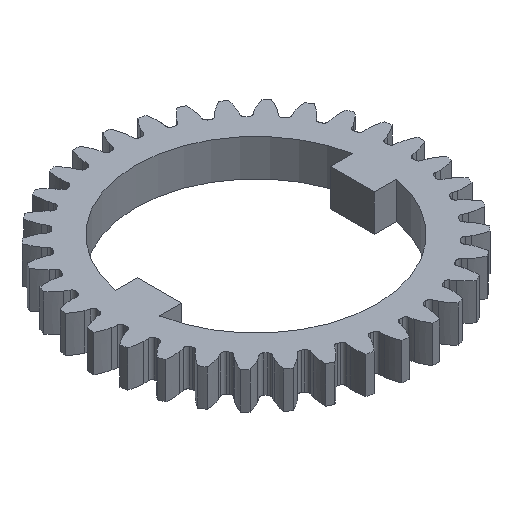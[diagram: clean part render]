
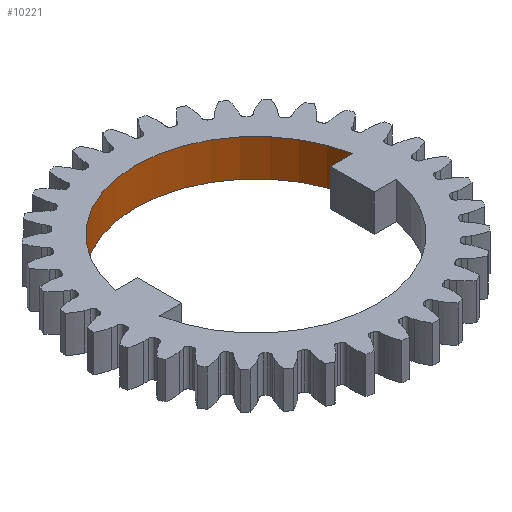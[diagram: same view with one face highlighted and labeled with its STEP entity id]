
A CAD part, isometric view. The second image highlights one B-rep face of the part: STEP entity #10221.
In plain terms, the highlighted cylindrical face has radius 16.375 mm (diameter 32.75 mm), a partial arc.
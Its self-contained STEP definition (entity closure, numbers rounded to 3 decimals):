
#2560 = VERTEX_POINT('',#2561);
#2561 = CARTESIAN_POINT('',(-16.098,3.,-91.));
#2569 = EDGE_CURVE('',#2560,#2570,#2572,.T.);
#2570 = VERTEX_POINT('',#2571);
#2571 = CARTESIAN_POINT('',(16.098,3.,-91.));
#2572 = CIRCLE('',#2573,16.375);
#2573 = AXIS2_PLACEMENT_3D('',#2574,#2575,#2576);
#2574 = CARTESIAN_POINT('',(0.,0.,-91.));
#2575 = DIRECTION('',(0.,0.,-1.));
#2576 = DIRECTION('',(1.,0.,0.));
#5058 = VERTEX_POINT('',#5059);
#5059 = CARTESIAN_POINT('',(-16.098,3.,-96.));
#5067 = EDGE_CURVE('',#5058,#5068,#5070,.T.);
#5068 = VERTEX_POINT('',#5069);
#5069 = CARTESIAN_POINT('',(16.098,3.,-96.));
#5070 = CIRCLE('',#5071,16.375);
#5071 = AXIS2_PLACEMENT_3D('',#5072,#5073,#5074);
#5072 = CARTESIAN_POINT('',(0.,0.,-96.));
#5073 = DIRECTION('',(0.,0.,-1.));
#5074 = DIRECTION('',(1.,0.,0.));
#10101 = EDGE_CURVE('',#5058,#2560,#10102,.T.);
#10102 = LINE('',#10103,#10104);
#10103 = CARTESIAN_POINT('',(-16.098,3.,-96.));
#10104 = VECTOR('',#10105,1.);
#10105 = DIRECTION('',(0.,0.,1.));
#10208 = EDGE_CURVE('',#5068,#2570,#10209,.T.);
#10209 = LINE('',#10210,#10211);
#10210 = CARTESIAN_POINT('',(16.098,3.,-96.));
#10211 = VECTOR('',#10212,1.);
#10212 = DIRECTION('',(0.,0.,1.));
#10221 = ADVANCED_FACE('',(#10222),#10228,.F.);
#10222 = FACE_BOUND('',#10223,.F.);
#10223 = EDGE_LOOP('',(#10224,#10225,#10226,#10227));
#10224 = ORIENTED_EDGE('',*,*,#10101,.T.);
#10225 = ORIENTED_EDGE('',*,*,#2569,.T.);
#10226 = ORIENTED_EDGE('',*,*,#10208,.F.);
#10227 = ORIENTED_EDGE('',*,*,#5067,.F.);
#10228 = CYLINDRICAL_SURFACE('',#10229,16.375);
#10229 = AXIS2_PLACEMENT_3D('',#10230,#10231,#10232);
#10230 = CARTESIAN_POINT('',(0.,0.,-96.));
#10231 = DIRECTION('',(0.,0.,-1.));
#10232 = DIRECTION('',(1.,0.,0.));
